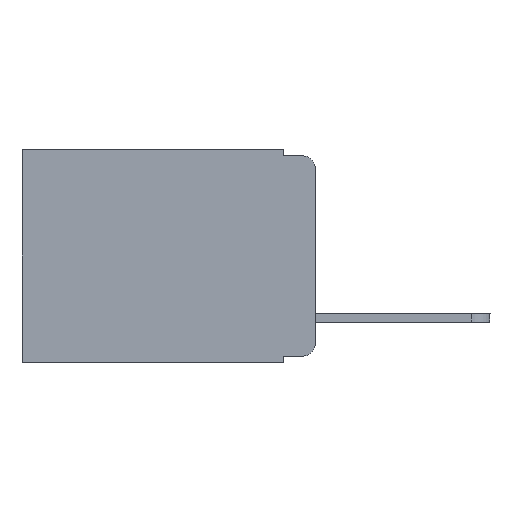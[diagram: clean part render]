
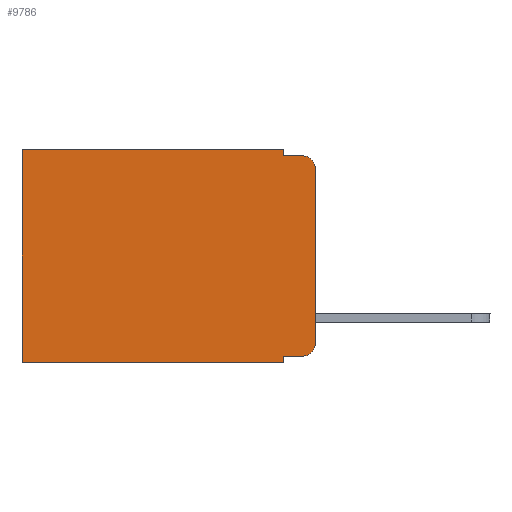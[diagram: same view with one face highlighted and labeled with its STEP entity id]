
A CAD part, left-side view. The second image highlights one B-rep face of the part: STEP entity #9786.
In plain terms, the highlighted planar face has unit normal (-1, 0, 0).
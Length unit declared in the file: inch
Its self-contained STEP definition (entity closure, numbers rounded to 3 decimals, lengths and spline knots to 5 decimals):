
#43 = CARTESIAN_POINT ( 'NONE',  ( 0.298, 0.051, 0. ) ) ;
#652 = VECTOR ( 'NONE', #12806, 39.37008 ) ;
#741 = EDGE_CURVE ( 'NONE', #13499, #13167, #8248, .T. ) ;
#1192 = DIRECTION ( 'NONE',  ( -1., 0., 0. ) ) ;
#1305 = DIRECTION ( 'NONE',  ( 0., 0., -1. ) ) ;
#1318 = AXIS2_PLACEMENT_3D ( 'NONE', #8572, #1192, #9472 ) ;
#1361 = VERTEX_POINT ( 'NONE', #3639 ) ;
#1372 = CARTESIAN_POINT ( 'NONE',  ( 0.298, 0.02, -0.01 ) ) ;
#1447 = DIRECTION ( 'NONE',  ( 0., 1., 0. ) ) ;
#1760 = ORIENTED_EDGE ( 'NONE', *, *, #4279, .F. ) ;
#1897 = EDGE_CURVE ( 'NONE', #6081, #1361, #15408, .T. ) ;
#1970 = LINE ( 'NONE', #3264, #11883 ) ;
#2548 = VECTOR ( 'NONE', #5234, 39.37008 ) ;
#2803 = ORIENTED_EDGE ( 'NONE', *, *, #7584, .F. ) ;
#2804 = VERTEX_POINT ( 'NONE', #6583 ) ;
#2930 = CARTESIAN_POINT ( 'NONE',  ( 0.298, 0.051, 0. ) ) ;
#3264 = CARTESIAN_POINT ( 'NONE',  ( 0.298, 0., 0. ) ) ;
#3266 = CARTESIAN_POINT ( 'NONE',  ( 0.298, 0.02, -0.313 ) ) ;
#3402 = CARTESIAN_POINT ( 'NONE',  ( 0.298, 0., 0. ) ) ;
#3639 = CARTESIAN_POINT ( 'NONE',  ( 0.298, 0.02, -0.333 ) ) ;
#3711 = ORIENTED_EDGE ( 'NONE', *, *, #6611, .F. ) ;
#3819 = EDGE_LOOP ( 'NONE', ( #4746, #15182, #2803, #1760, #12066, #5675, #6904, #3711, #11270, #8468 ) ) ;
#4279 = EDGE_CURVE ( 'NONE', #15323, #6699, #10344, .T. ) ;
#4723 = VECTOR ( 'NONE', #8951, 39.37008 ) ;
#4746 = ORIENTED_EDGE ( 'NONE', *, *, #5993, .F. ) ;
#4844 = LINE ( 'NONE', #11171, #13404 ) ;
#4855 = CARTESIAN_POINT ( 'NONE',  ( 0.298, 0., -0.313 ) ) ;
#4918 = PLANE ( 'NONE',  #6488 ) ;
#5234 = DIRECTION ( 'NONE',  ( 0., -1., 0. ) ) ;
#5675 = ORIENTED_EDGE ( 'NONE', *, *, #8202, .T. ) ;
#5787 = CARTESIAN_POINT ( 'NONE',  ( 0.298, 0.051, 0. ) ) ;
#5993 = EDGE_CURVE ( 'NONE', #13499, #9344, #4844, .T. ) ;
#6081 = VERTEX_POINT ( 'NONE', #15485 ) ;
#6215 = AXIS2_PLACEMENT_3D ( 'NONE', #3266, #8165, #13041 ) ;
#6221 = LINE ( 'NONE', #10136, #4723 ) ;
#6488 = AXIS2_PLACEMENT_3D ( 'NONE', #3402, #8298, #8935 ) ;
#6583 = CARTESIAN_POINT ( 'NONE',  ( 0.298, 0.051, -0.343 ) ) ;
#6611 = EDGE_CURVE ( 'NONE', #6081, #2804, #9040, .T. ) ;
#6699 = VERTEX_POINT ( 'NONE', #7038 ) ;
#6886 = DIRECTION ( 'NONE',  ( 0., 0., -1. ) ) ;
#6904 = ORIENTED_EDGE ( 'NONE', *, *, #10247, .F. ) ;
#7038 = CARTESIAN_POINT ( 'NONE',  ( 0.298, 0.051, -0.01 ) ) ;
#7431 = DIRECTION ( 'NONE',  ( 0., -1., 0. ) ) ;
#7545 = LINE ( 'NONE', #12429, #10283 ) ;
#7584 = EDGE_CURVE ( 'NONE', #6699, #13167, #13460, .T. ) ;
#7735 = CARTESIAN_POINT ( 'NONE',  ( 0.298, 0.473, 0. ) ) ;
#7948 = EDGE_CURVE ( 'NONE', #15323, #9370, #1970, .T. ) ;
#8165 = DIRECTION ( 'NONE',  ( -1., 0., 0. ) ) ;
#8182 = CARTESIAN_POINT ( 'NONE',  ( 0.298, 0.051, -0.333 ) ) ;
#8202 = EDGE_CURVE ( 'NONE', #9370, #14556, #6221, .T. ) ;
#8248 = CIRCLE ( 'NONE', #1318, 0.02 ) ;
#8298 = DIRECTION ( 'NONE',  ( 1., 0., 0. ) ) ;
#8468 = ORIENTED_EDGE ( 'NONE', *, *, #9168, .T. ) ;
#8572 = CARTESIAN_POINT ( 'NONE',  ( 0.298, 0.02, -0.03 ) ) ;
#8935 = DIRECTION ( 'NONE',  ( 0., 0., -1. ) ) ;
#8951 = DIRECTION ( 'NONE',  ( 0., 0., -1. ) ) ;
#9040 = LINE ( 'NONE', #2930, #10569 ) ;
#9168 = EDGE_CURVE ( 'NONE', #1361, #9344, #10820, .T. ) ;
#9344 = VERTEX_POINT ( 'NONE', #4855 ) ;
#9370 = VERTEX_POINT ( 'NONE', #7735 ) ;
#9472 = DIRECTION ( 'NONE',  ( 0., 0., -1. ) ) ;
#9748 = CARTESIAN_POINT ( 'NONE',  ( 0.298, 0.473, -0.343 ) ) ;
#9786 = ADVANCED_FACE ( 'NONE', ( #15899 ), #4918, .F. ) ;
#10136 = CARTESIAN_POINT ( 'NONE',  ( 0.298, 0.473, 0. ) ) ;
#10247 = EDGE_CURVE ( 'NONE', #2804, #14556, #7545, .T. ) ;
#10283 = VECTOR ( 'NONE', #1447, 39.37008 ) ;
#10344 = LINE ( 'NONE', #5787, #652 ) ;
#10569 = VECTOR ( 'NONE', #6886, 39.37008 ) ;
#10820 = CIRCLE ( 'NONE', #6215, 0.02 ) ;
#10897 = CARTESIAN_POINT ( 'NONE',  ( 0.298, 0.051, -0.01 ) ) ;
#11171 = CARTESIAN_POINT ( 'NONE',  ( 0.298, 0., 0. ) ) ;
#11219 = CARTESIAN_POINT ( 'NONE',  ( 0.298, 0., -0.03 ) ) ;
#11270 = ORIENTED_EDGE ( 'NONE', *, *, #1897, .T. ) ;
#11760 = DIRECTION ( 'NONE',  ( 0., 1., 0. ) ) ;
#11883 = VECTOR ( 'NONE', #11760, 39.37008 ) ;
#12066 = ORIENTED_EDGE ( 'NONE', *, *, #7948, .T. ) ;
#12429 = CARTESIAN_POINT ( 'NONE',  ( 0.298, 0., -0.343 ) ) ;
#12806 = DIRECTION ( 'NONE',  ( 0., 0., -1. ) ) ;
#13041 = DIRECTION ( 'NONE',  ( 0., 0., -1. ) ) ;
#13167 = VERTEX_POINT ( 'NONE', #1372 ) ;
#13404 = VECTOR ( 'NONE', #1305, 39.37008 ) ;
#13460 = LINE ( 'NONE', #10897, #15735 ) ;
#13499 = VERTEX_POINT ( 'NONE', #11219 ) ;
#14556 = VERTEX_POINT ( 'NONE', #9748 ) ;
#15182 = ORIENTED_EDGE ( 'NONE', *, *, #741, .T. ) ;
#15323 = VERTEX_POINT ( 'NONE', #43 ) ;
#15408 = LINE ( 'NONE', #8182, #2548 ) ;
#15485 = CARTESIAN_POINT ( 'NONE',  ( 0.298, 0.051, -0.333 ) ) ;
#15735 = VECTOR ( 'NONE', #7431, 39.37008 ) ;
#15899 = FACE_OUTER_BOUND ( 'NONE', #3819, .T. ) ;
